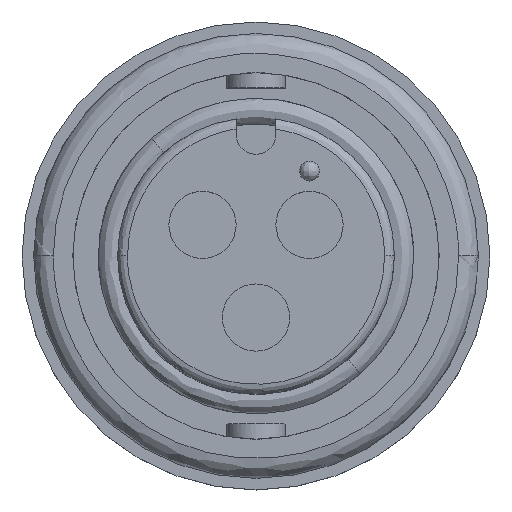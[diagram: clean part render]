
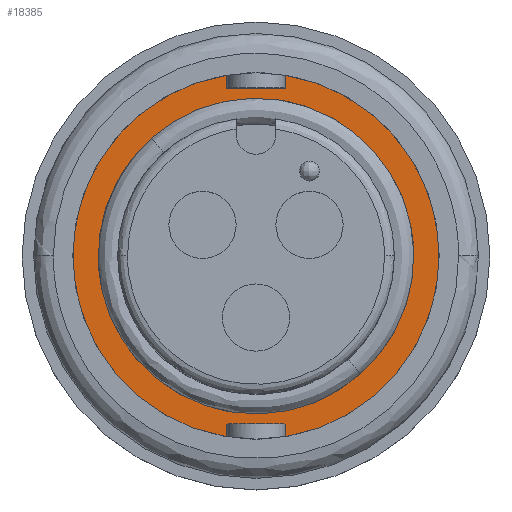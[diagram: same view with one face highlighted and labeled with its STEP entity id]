
A CAD part, top view. The second image highlights one B-rep face of the part: STEP entity #18385.
In plain terms, the highlighted planar face has unit normal (0, 0, 1).
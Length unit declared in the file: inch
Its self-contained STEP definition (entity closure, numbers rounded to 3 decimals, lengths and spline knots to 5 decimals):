
#81 = DIRECTION ( 'NONE',  ( 0., -1., 0. ) ) ;
#513 = CARTESIAN_POINT ( 'NONE',  ( -0.045, 0.255, -0.286 ) ) ;
#823 = CARTESIAN_POINT ( 'NONE',  ( 0., -0.255, -0.286 ) ) ;
#1094 = EDGE_CURVE ( 'NONE', #9568, #14689, #2219, .T. ) ;
#1622 = CARTESIAN_POINT ( 'NONE',  ( 0., 0., -0.286 ) ) ;
#2204 = EDGE_CURVE ( 'NONE', #11329, #12636, #18539, .T. ) ;
#2219 = LINE ( 'NONE', #2269, #17492 ) ;
#2269 = CARTESIAN_POINT ( 'NONE',  ( -0.045, 0., -0.286 ) ) ;
#2656 = VERTEX_POINT ( 'NONE', #4940 ) ;
#2754 = CARTESIAN_POINT ( 'NONE',  ( 0.15884, -0.1784, -0.286 ) ) ;
#2785 = ORIENTED_EDGE ( 'NONE', *, *, #10619, .F. ) ;
#2820 = ORIENTED_EDGE ( 'NONE', *, *, #18772, .T. ) ;
#2860 = VECTOR ( 'NONE', #15563, 39.37008 ) ;
#3128 = DIRECTION ( 'NONE',  ( -1., 0., 0. ) ) ;
#3210 = DIRECTION ( 'NONE',  ( 0., 1., 0. ) ) ;
#3515 = FACE_OUTER_BOUND ( 'NONE', #11532, .T. ) ;
#3629 = DIRECTION ( 'NONE',  ( 0., 0., 1. ) ) ;
#3686 = CARTESIAN_POINT ( 'NONE',  ( 0., 0.255, -0.286 ) ) ;
#3727 = AXIS2_PLACEMENT_3D ( 'NONE', #5361, #15655, #6826 ) ;
#3767 = DIRECTION ( 'NONE',  ( -1., 0., 0. ) ) ;
#4101 = ORIENTED_EDGE ( 'NONE', *, *, #1094, .F. ) ;
#4158 = CIRCLE ( 'NONE', #3727, 0.278 ) ;
#4324 = VERTEX_POINT ( 'NONE', #2754 ) ;
#4720 = CARTESIAN_POINT ( 'NONE',  ( -0.045, 0.35504, -0.286 ) ) ;
#4868 = EDGE_LOOP ( 'NONE', ( #11083, #2785 ) ) ;
#4940 = CARTESIAN_POINT ( 'NONE',  ( 0.045, 0.27433, -0.286 ) ) ;
#5047 = VECTOR ( 'NONE', #3210, 39.37008 ) ;
#5203 = DIRECTION ( 'NONE',  ( 1., 0., 0. ) ) ;
#5361 = CARTESIAN_POINT ( 'NONE',  ( 0., 0., -0.286 ) ) ;
#5698 = AXIS2_PLACEMENT_3D ( 'NONE', #8436, #17325, #8505 ) ;
#6112 = CARTESIAN_POINT ( 'NONE',  ( 0., 0., -0.286 ) ) ;
#6117 = ORIENTED_EDGE ( 'NONE', *, *, #10045, .T. ) ;
#6153 = CARTESIAN_POINT ( 'NONE',  ( 0.045, 0., -0.286 ) ) ;
#6334 = VECTOR ( 'NONE', #10588, 39.37008 ) ;
#6435 = VERTEX_POINT ( 'NONE', #12186 ) ;
#6770 = CARTESIAN_POINT ( 'NONE',  ( -0.045, -0.255, -0.286 ) ) ;
#6826 = DIRECTION ( 'NONE',  ( 0., -1., 0. ) ) ;
#6847 = CARTESIAN_POINT ( 'NONE',  ( 0.045, 0.255, -0.286 ) ) ;
#7008 = PLANE ( 'NONE',  #5698 ) ;
#7561 = DIRECTION ( 'NONE',  ( -1., 0., 0. ) ) ;
#7570 = EDGE_CURVE ( 'NONE', #12636, #11486, #10215, .T. ) ;
#8266 = CARTESIAN_POINT ( 'NONE',  ( 0.045, 0., -0.286 ) ) ;
#8436 = CARTESIAN_POINT ( 'NONE',  ( 0., 0., -0.286 ) ) ;
#8505 = DIRECTION ( 'NONE',  ( -1., 0., 0. ) ) ;
#8636 = ORIENTED_EDGE ( 'NONE', *, *, #18786, .F. ) ;
#9568 = VERTEX_POINT ( 'NONE', #18978 ) ;
#9695 = ORIENTED_EDGE ( 'NONE', *, *, #18057, .F. ) ;
#10045 = EDGE_CURVE ( 'NONE', #11329, #2656, #4158, .T. ) ;
#10050 = CIRCLE ( 'NONE', #16495, 0.23886 ) ;
#10215 = LINE ( 'NONE', #823, #14150 ) ;
#10588 = DIRECTION ( 'NONE',  ( 0., 1., 0. ) ) ;
#10619 = EDGE_CURVE ( 'NONE', #4324, #12239, #14313, .T. ) ;
#10884 = ORIENTED_EDGE ( 'NONE', *, *, #2204, .F. ) ;
#11021 = CARTESIAN_POINT ( 'NONE',  ( 0.045, -0.255, -0.286 ) ) ;
#11083 = ORIENTED_EDGE ( 'NONE', *, *, #14945, .F. ) ;
#11233 = AXIS2_PLACEMENT_3D ( 'NONE', #12500, #3629, #13987 ) ;
#11329 = VERTEX_POINT ( 'NONE', #18051 ) ;
#11486 = VERTEX_POINT ( 'NONE', #6770 ) ;
#11532 = EDGE_LOOP ( 'NONE', ( #14527, #10884, #6117, #9695, #8636, #4101, #2820, #17437 ) ) ;
#11997 = DIRECTION ( 'NONE',  ( 0., 0., 1. ) ) ;
#12082 = CIRCLE ( 'NONE', #11233, 0.278 ) ;
#12186 = CARTESIAN_POINT ( 'NONE',  ( -0.045, -0.27433, -0.286 ) ) ;
#12239 = VERTEX_POINT ( 'NONE', #14338 ) ;
#12500 = CARTESIAN_POINT ( 'NONE',  ( 0., 0., -0.286 ) ) ;
#12511 = EDGE_CURVE ( 'NONE', #6435, #11486, #17250, .T. ) ;
#12636 = VERTEX_POINT ( 'NONE', #11021 ) ;
#12930 = AXIS2_PLACEMENT_3D ( 'NONE', #6112, #16408, #7561 ) ;
#13987 = DIRECTION ( 'NONE',  ( 0., -1., 0. ) ) ;
#14150 = VECTOR ( 'NONE', #3767, 39.37008 ) ;
#14313 = CIRCLE ( 'NONE', #12930, 0.23886 ) ;
#14338 = CARTESIAN_POINT ( 'NONE',  ( -0.15884, 0.1784, -0.286 ) ) ;
#14527 = ORIENTED_EDGE ( 'NONE', *, *, #7570, .F. ) ;
#14689 = VERTEX_POINT ( 'NONE', #513 ) ;
#14945 = EDGE_CURVE ( 'NONE', #12239, #4324, #10050, .T. ) ;
#15093 = VECTOR ( 'NONE', #5203, 39.37008 ) ;
#15563 = DIRECTION ( 'NONE',  ( 0., 1., 0. ) ) ;
#15655 = DIRECTION ( 'NONE',  ( 0., 0., 1. ) ) ;
#16408 = DIRECTION ( 'NONE',  ( 0., 0., 1. ) ) ;
#16495 = AXIS2_PLACEMENT_3D ( 'NONE', #1622, #11997, #3128 ) ;
#16781 = VERTEX_POINT ( 'NONE', #6847 ) ;
#17250 = LINE ( 'NONE', #4720, #5047 ) ;
#17325 = DIRECTION ( 'NONE',  ( 0., 0., -1. ) ) ;
#17437 = ORIENTED_EDGE ( 'NONE', *, *, #12511, .T. ) ;
#17492 = VECTOR ( 'NONE', #81, 39.37008 ) ;
#18051 = CARTESIAN_POINT ( 'NONE',  ( 0.045, -0.27433, -0.286 ) ) ;
#18057 = EDGE_CURVE ( 'NONE', #16781, #2656, #18501, .T. ) ;
#18385 = ADVANCED_FACE ( 'NONE', ( #3515, #18729 ), #7008, .F. ) ;
#18501 = LINE ( 'NONE', #6153, #6334 ) ;
#18539 = LINE ( 'NONE', #8266, #2860 ) ;
#18729 = FACE_BOUND ( 'NONE', #4868, .T. ) ;
#18772 = EDGE_CURVE ( 'NONE', #9568, #6435, #12082, .T. ) ;
#18786 = EDGE_CURVE ( 'NONE', #14689, #16781, #18961, .T. ) ;
#18961 = LINE ( 'NONE', #3686, #15093 ) ;
#18978 = CARTESIAN_POINT ( 'NONE',  ( -0.045, 0.27433, -0.286 ) ) ;
